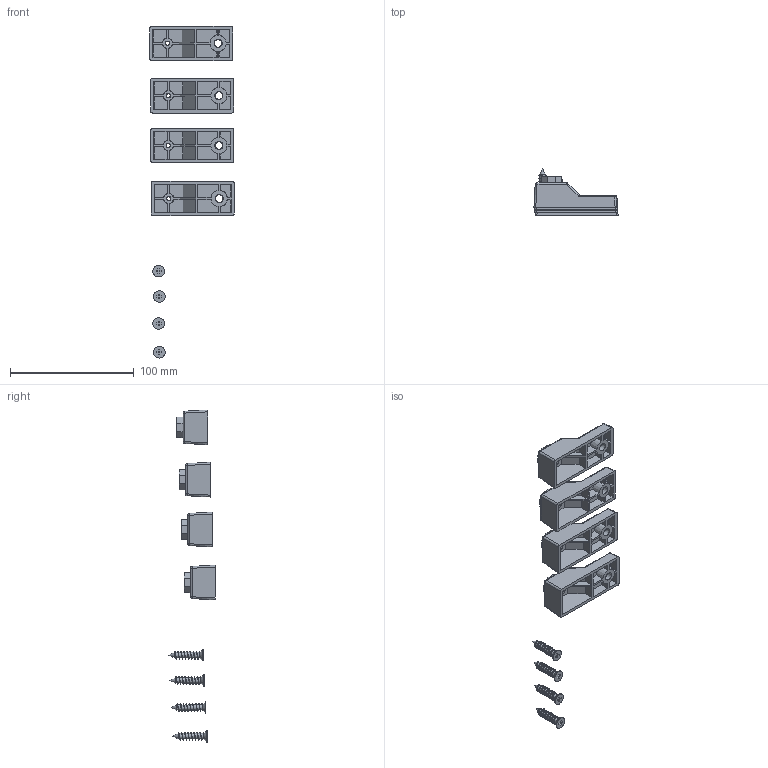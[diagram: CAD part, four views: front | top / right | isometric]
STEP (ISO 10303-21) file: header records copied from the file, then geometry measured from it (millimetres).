
FILE_DESCRIPTION(/* description */ (''),/* implementation_level */ '2;1');
FILE_NAME(/* name */ '42600200_PS WL Wandlaschen.stp',/* time_stamp */ '2019-09-13T07:10:33+02:00',/* author */ ('ahermoni'),/* organization */ (''),/* preprocessor_version */ 'ST-DEVELOPER v17.2',/* originating_system */ 'Autodesk Inventor 2019',/* authorisation */ '');
FILE_SCHEMA (('AUTOMOTIVE_DESIGN { 1 0 10303 214 3 1 1 }'));
Length unit declared in the file: millimetre
Products named in the file (3): Baugruppe1; Wandlasche; Schraube_D7984-4-8X25
Assembly tree (8 placements, depth 2):
  Baugruppe1
    Wandlasche  x4
    Schraube_D7984-4-8X25  x4
Bounding box: 67.95 x 37.53 x 267.91 mm (x, y, z)
Volume: 49432.7 mm3; surface area: 45177.7 mm2
Topology: 8 solids, 8 shells, 500 faces, 1260 edges, 804 vertices
Faces by surface type: plane 300, cylinder 96, cone 56, bspline 24, sphere 24
Full cylindrical faces by diameter (mm): 4.4 x36, 9.4 x4
Entity records: 6059 total; most frequent: CARTESIAN_POINT 2957, ORIENTED_EDGE 628, DIRECTION 598, EDGE_CURVE 314, LINE 210, VECTOR 210, VERTEX_POINT 201, AXIS2_PLACEMENT_3D 194
